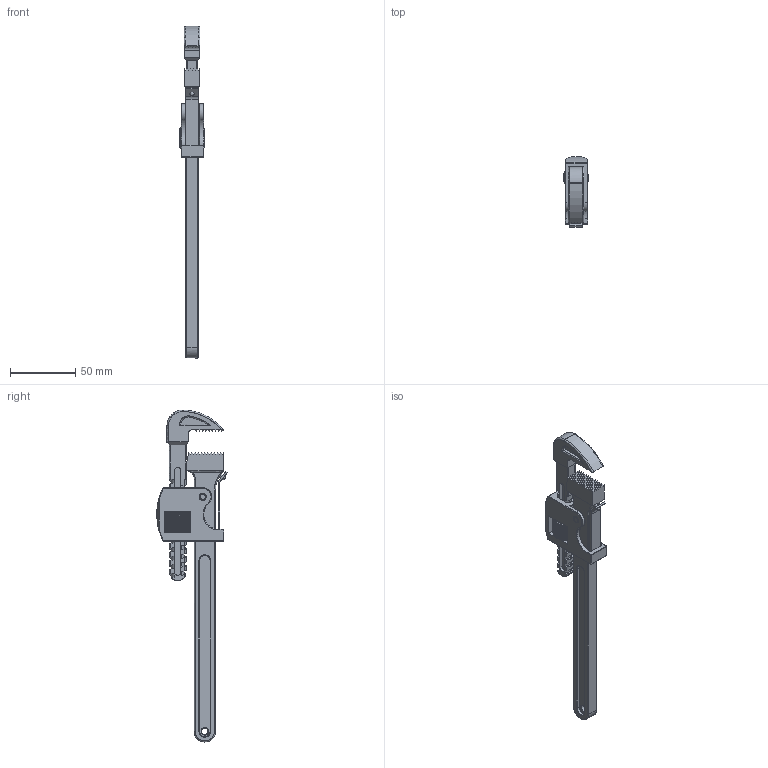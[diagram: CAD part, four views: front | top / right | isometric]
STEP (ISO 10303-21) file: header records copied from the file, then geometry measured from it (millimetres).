
FILE_DESCRIPTION(('FreeCAD Model'),'2;1');
FILE_NAME('Open CASCADE Shape Model','2025-05-09T16:52:05',('FreeCAD'),( 'FreeCAD'),'Open CASCADE STEP processor 7.6','FreeCAD','Unknown');
FILE_SCHEMA(('AUTOMOTIVE_DESIGN { 1 0 10303 214 1 1 1 1 }'));
Products named in the file (1): Open CASCADE STEP translator 7.6 1
Bounding box: 19.66 x 54.08 x 255.09 mm (x, y, z)
Surface area: 34524 mm2 (no closed solid volume)
Topology: 0 solids, 3597 shells, 3597 faces, 20045 edges, 20035 vertices
Faces by surface type: bspline 3597
Entity records: 213583 total; most frequent: CARTESIAN_POINT 113069, ORIENTED_EDGE 20036, EDGE_CURVE 20036, VERTEX_POINT 20036, B_SPLINE_CURVE_WITH_KNOTS 19101, FACE_BOUND 3626, EDGE_LOOP 3626, SHELL_BASED_SURFACE_MODEL 3597
